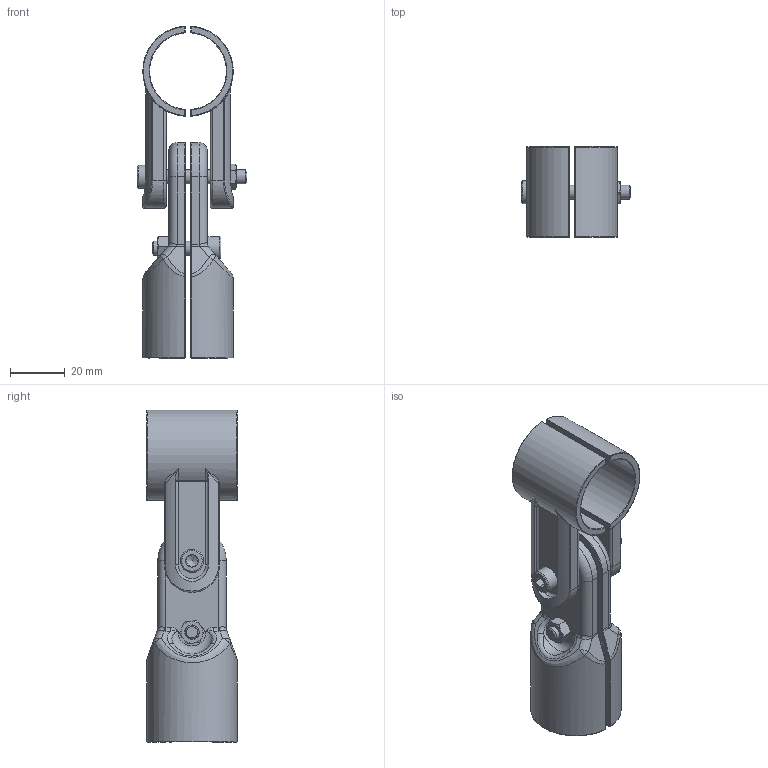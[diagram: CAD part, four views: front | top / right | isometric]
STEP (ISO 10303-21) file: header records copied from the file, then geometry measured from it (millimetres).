
FILE_DESCRIPTION(('STEP AP203'), '1');
FILE_NAME('Äåòàëü Êðîíøòåéí ñîåäèíèòåëüíûé 7Â', '', ('UNSPECIFIED'), ('UNSPECIFIED'), 'ASCON STEP Converter 1.6', 'ASCON Math Kernel', '');
FILE_SCHEMA(('CONFIG_CONTROL_DESIGN'));
Length unit declared in the file: millimetre
Products named in the file (7): DIN_EN_ISO_4762_M5x35; M5 Nut; DIN_EN_ISO_4762_M5x20
Assembly tree (9 placements, depth 3):
  (unnamed)
    (unnamed)  x2
    DIN_EN_ISO_4762_M5x35
    M5 Nut  x2
    (unnamed)
      (unnamed)  x2
    DIN_EN_ISO_4762_M5x20
Bounding box: 40 x 33 x 120.96 mm (x, y, z)
Volume: 23122.8 mm3; surface area: 25518.3 mm2
Topology: 6 solids, 9 shells, 385 faces, 880 edges, 468 vertices
Faces by surface type: cylinder 108, bspline 88, plane 75, cone 54, torus 44, sphere 16
Full cylindrical faces by diameter (mm): 5.1 x2, 5.2 x6, 8.5 x2
Entity records: 15247 total; most frequent: CARTESIAN_POINT 8884, ORIENTED_EDGE 870, DIRECTION 819, EDGE_CURVE 438, AXIS2_PLACEMENT_3D 359, VERTEX_POINT 260, EDGE_LOOP 255, COLOUR_RGB 222
